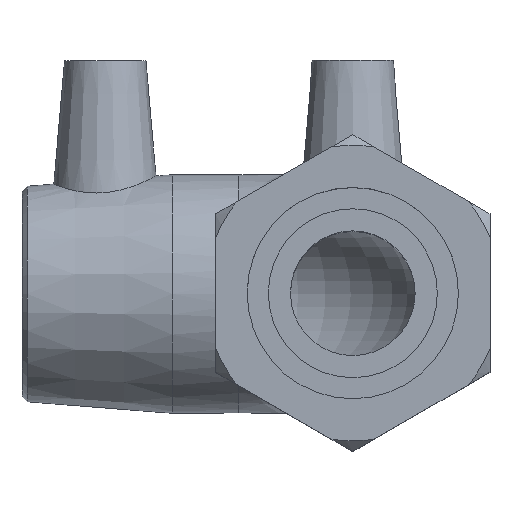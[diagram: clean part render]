
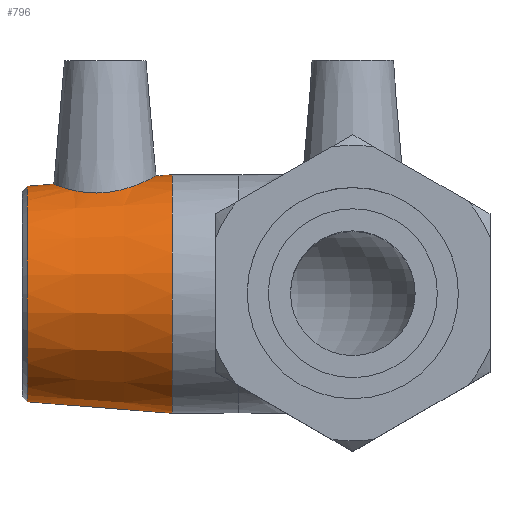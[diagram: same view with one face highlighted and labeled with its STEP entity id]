
A CAD part, top view. The second image highlights one B-rep face of the part: STEP entity #796.
In plain terms, the highlighted conical face has half-angle 4.546 degrees and reference radius 20.9 mm.
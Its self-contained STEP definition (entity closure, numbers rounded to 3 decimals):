
#17=B_SPLINE_CURVE_WITH_KNOTS('',3,(#1391,#1392,#1393,#1394,#1395,#1396,
#1397,#1398,#1399,#1400,#1401,#1402,#1403,#1404,#1405,#1406,#1407,#1408,
#1409,#1410,#1411,#1412,#1413,#1414,#1415,#1416,#1417,#1418,#1419,#1420,
#1421,#1422,#1423,#1424),.UNSPECIFIED.,.T.,.F.,(4,2,2,2,2,2,2,2,2,2,2,2,
2,2,2,2,4),(0.,0.353,0.705,1.061,1.416,
1.771,2.126,2.479,2.832,3.214,
3.597,3.968,4.34,4.712,5.083,
5.466,5.848),.UNSPECIFIED.);
#129=FACE_BOUND('',#263,.T.);
#130=FACE_BOUND('',#264,.T.);
#189=FACE_OUTER_BOUND('',#262,.T.);
#262=EDGE_LOOP('',(#680));
#263=EDGE_LOOP('',(#681));
#264=EDGE_LOOP('',(#682));
#348=CIRCLE('',#886,19.876);
#349=CIRCLE('',#888,22.);
#424=VERTEX_POINT('',#1385);
#425=VERTEX_POINT('',#1388);
#426=VERTEX_POINT('',#1390);
#520=EDGE_CURVE('',#424,#424,#348,.T.);
#521=EDGE_CURVE('',#425,#425,#349,.T.);
#522=EDGE_CURVE('',#426,#426,#17,.T.);
#680=ORIENTED_EDGE('',*,*,#521,.F.);
#681=ORIENTED_EDGE('',*,*,#522,.T.);
#682=ORIENTED_EDGE('',*,*,#520,.F.);
#760=CONICAL_SURFACE('',#887,20.9,4.546);
#796=ADVANCED_FACE('',(#189,#129,#130),#760,.T.);
#886=AXIS2_PLACEMENT_3D('',#1386,#1074,#1075);
#887=AXIS2_PLACEMENT_3D('',#1387,#1076,#1077);
#888=AXIS2_PLACEMENT_3D('',#1389,#1078,#1079);
#1074=DIRECTION('center_axis',(-1.,0.,0.));
#1075=DIRECTION('ref_axis',(0.,-1.,0.));
#1076=DIRECTION('center_axis',(1.,0.,0.));
#1077=DIRECTION('ref_axis',(0.,1.,0.));
#1078=DIRECTION('center_axis',(1.,0.,0.));
#1079=DIRECTION('ref_axis',(0.,0.,-1.));
#1385=CARTESIAN_POINT('',(-60.043,19.876,0.));
#1386=CARTESIAN_POINT('Origin',(-60.043,0.,0.));
#1387=CARTESIAN_POINT('Origin',(-47.167,0.,
0.));
#1388=CARTESIAN_POINT('',(-33.333,22.,0.));
#1389=CARTESIAN_POINT('Origin',(-33.333,0.,
0.));
#1390=CARTESIAN_POINT('',(-46.06,18.653,9.621));
#1391=CARTESIAN_POINT('Ctrl Pts',(-46.06,18.653,9.621));
#1392=CARTESIAN_POINT('Ctrl Pts',(-47.232,18.57,9.579));
#1393=CARTESIAN_POINT('Ctrl Pts',(-48.468,18.611,9.295));
#1394=CARTESIAN_POINT('Ctrl Pts',(-50.711,18.899,8.26));
#1395=CARTESIAN_POINT('Ctrl Pts',(-51.72,19.135,7.511));
#1396=CARTESIAN_POINT('Ctrl Pts',(-53.307,19.583,5.822));
#1397=CARTESIAN_POINT('Ctrl Pts',(-53.996,19.827,4.762));
#1398=CARTESIAN_POINT('Ctrl Pts',(-54.912,20.17,2.443));
#1399=CARTESIAN_POINT('Ctrl Pts',(-55.139,20.266,1.184));
#1400=CARTESIAN_POINT('Ctrl Pts',(-55.139,20.266,-1.184));
#1401=CARTESIAN_POINT('Ctrl Pts',(-54.912,20.17,-2.443));
#1402=CARTESIAN_POINT('Ctrl Pts',(-53.996,19.827,-4.762));
#1403=CARTESIAN_POINT('Ctrl Pts',(-53.307,19.583,-5.822));
#1404=CARTESIAN_POINT('Ctrl Pts',(-51.72,19.135,-7.511));
#1405=CARTESIAN_POINT('Ctrl Pts',(-50.711,18.899,-8.26));
#1406=CARTESIAN_POINT('Ctrl Pts',(-48.468,18.611,-9.295));
#1407=CARTESIAN_POINT('Ctrl Pts',(-47.232,18.57,-9.579));
#1408=CARTESIAN_POINT('Ctrl Pts',(-44.79,18.743,-9.668));
#1409=CARTESIAN_POINT('Ctrl Pts',(-43.46,18.986,-9.438));
#1410=CARTESIAN_POINT('Ctrl Pts',(-41.044,19.652,-8.459));
#1411=CARTESIAN_POINT('Ctrl Pts',(-39.955,20.064,-7.709));
#1412=CARTESIAN_POINT('Ctrl Pts',(-38.259,20.779,-5.997));
#1413=CARTESIAN_POINT('Ctrl Pts',(-37.525,21.135,-4.924));
#1414=CARTESIAN_POINT('Ctrl Pts',(-36.541,21.629,-2.546));
#1415=CARTESIAN_POINT('Ctrl Pts',(-36.292,21.765,-1.239));
#1416=CARTESIAN_POINT('Ctrl Pts',(-36.292,21.765,1.239));
#1417=CARTESIAN_POINT('Ctrl Pts',(-36.541,21.629,2.546));
#1418=CARTESIAN_POINT('Ctrl Pts',(-37.525,21.135,4.924));
#1419=CARTESIAN_POINT('Ctrl Pts',(-38.259,20.779,5.997));
#1420=CARTESIAN_POINT('Ctrl Pts',(-39.955,20.064,7.709));
#1421=CARTESIAN_POINT('Ctrl Pts',(-41.044,19.652,8.459));
#1422=CARTESIAN_POINT('Ctrl Pts',(-43.46,18.986,9.438));
#1423=CARTESIAN_POINT('Ctrl Pts',(-44.79,18.743,9.668));
#1424=CARTESIAN_POINT('Ctrl Pts',(-46.06,18.653,9.621));
